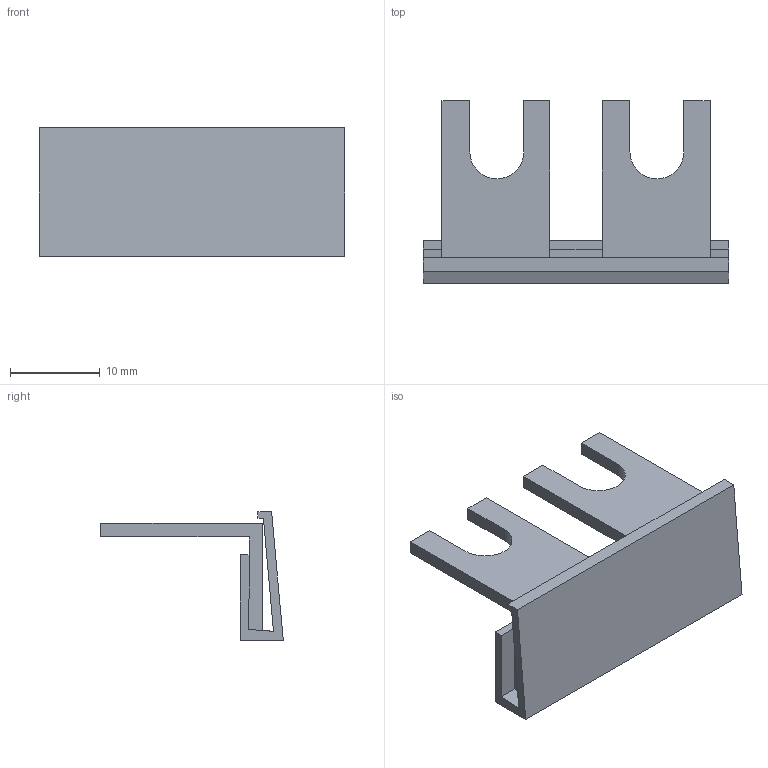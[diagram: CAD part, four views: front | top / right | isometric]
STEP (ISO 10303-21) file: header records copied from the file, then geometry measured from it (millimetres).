
FILE_DESCRIPTION(('Creo Elements/Direct Modeling STEP Export'),'2;1');
FILE_NAME('model.stp','2018-02-09T 9:25:22',(''),(''),'Creo Elements/Direct Modeling STEP processor for AP214 (Solid Model)','Creo Elements/Direct Modeling 18.1I 14-Aug-2016 (C) Parametric Technology GmbH','');
FILE_SCHEMA(('AUTOMOTIVE_DESIGN { 1 0 10303 214 1 1 1 1 }'));
Length unit declared in the file: millimetre
Products named in the file (2): MPB_18_1_2-select
Assembly tree (1 placements, depth 2):
  MPB_18_1_2-select
    MPB_18_1_2-select
Bounding box: 34 x 20.3 x 14.3 mm (x, y, z)
Volume: 1873.7 mm3; surface area: 2927.2 mm2
Topology: 1 solids, 1 shells, 34 faces, 94 edges, 62 vertices
Faces by surface type: plane 32, cylinder 2
Entity records: 1369 total; most frequent: CARTESIAN_POINT 189, ORIENTED_EDGE 188, DIRECTION 165, EDGE_CURVE 94, VECTOR 89, LINE 89, VERTEX_POINT 62, AXIS2_PLACEMENT_3D 38
